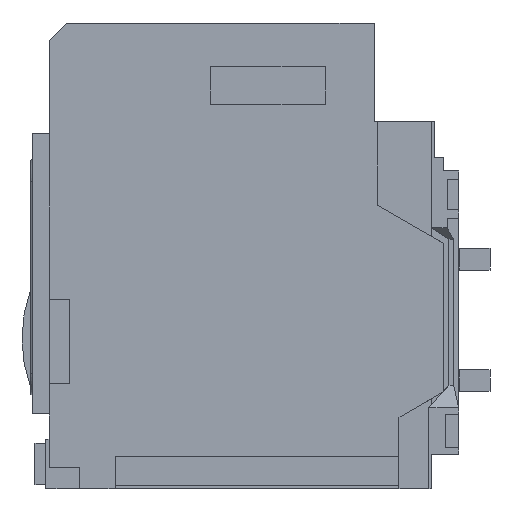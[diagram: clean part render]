
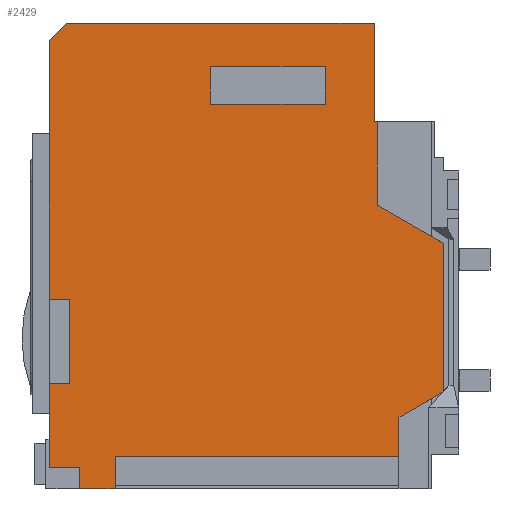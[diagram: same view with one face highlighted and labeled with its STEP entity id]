
A CAD part, left-side view. The second image highlights one B-rep face of the part: STEP entity #2429.
In plain terms, the highlighted planar face has unit normal (-1, 0, 0).
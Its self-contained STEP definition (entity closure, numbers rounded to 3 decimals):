
#2429=ADVANCED_FACE('',(#7448,#7450),#7452,.T.);
#7448=FACE_BOUND('',#7449,.T.);
#7449=EDGE_LOOP('',(#11608,#11609,#11610,#11611,#11612,#11613,#11614,#11615,#11616,
#11617,#11618,#11619,#11620,#11621,#11622,#11623,#11624,#11625,#11626,#11627));
#7450=FACE_BOUND('',#7451,.T.);
#7451=EDGE_LOOP('',(#11628,#11629,#11630,#11631));
#7452=PLANE('',#7453);
#7453=AXIS2_PLACEMENT_3D('',#7454,#7455,#7456);
#7454=CARTESIAN_POINT('',(-404.,0.,0.));
#7455=DIRECTION('',(-1.,0.,0.));
#7456=DIRECTION('',(0.,0.,1.));
#11608=ORIENTED_EDGE('',*,*,#14123,.F.);
#11609=ORIENTED_EDGE('',*,*,#14124,.T.);
#11610=ORIENTED_EDGE('',*,*,#14125,.F.);
#11611=ORIENTED_EDGE('',*,*,#14126,.T.);
#11612=ORIENTED_EDGE('',*,*,#14127,.F.);
#11613=ORIENTED_EDGE('',*,*,#14128,.F.);
#11614=ORIENTED_EDGE('',*,*,#14129,.F.);
#11615=ORIENTED_EDGE('',*,*,#14130,.F.);
#11616=ORIENTED_EDGE('',*,*,#13884,.F.);
#11617=ORIENTED_EDGE('',*,*,#13782,.F.);
#11618=ORIENTED_EDGE('',*,*,#14120,.F.);
#11619=ORIENTED_EDGE('',*,*,#14131,.T.);
#11620=ORIENTED_EDGE('',*,*,#14132,.T.);
#11621=ORIENTED_EDGE('',*,*,#14133,.F.);
#11622=ORIENTED_EDGE('',*,*,#14134,.F.);
#11623=ORIENTED_EDGE('',*,*,#14135,.F.);
#11624=ORIENTED_EDGE('',*,*,#14136,.T.);
#11625=ORIENTED_EDGE('',*,*,#14137,.T.);
#11626=ORIENTED_EDGE('',*,*,#14138,.T.);
#11627=ORIENTED_EDGE('',*,*,#13896,.T.);
#11628=ORIENTED_EDGE('',*,*,#14139,.T.);
#11629=ORIENTED_EDGE('',*,*,#14140,.T.);
#11630=ORIENTED_EDGE('',*,*,#14141,.T.);
#11631=ORIENTED_EDGE('',*,*,#14142,.T.);
#13782=EDGE_CURVE('',#15899,#15894,#15901,.T.);
#13884=EDGE_CURVE('',#15894,#16077,#16084,.T.);
#13896=EDGE_CURVE('',#16104,#16102,#16105,.T.);
#14120=EDGE_CURVE('',#16486,#15899,#16488,.T.);
#14123=EDGE_CURVE('',#16492,#16102,#16493,.T.);
#14124=EDGE_CURVE('',#16492,#16494,#16495,.T.);
#14125=EDGE_CURVE('',#16496,#16494,#16497,.T.);
#14126=EDGE_CURVE('',#16496,#16498,#16499,.T.);
#14127=EDGE_CURVE('',#16500,#16498,#16501,.T.);
#14128=EDGE_CURVE('',#16502,#16500,#16503,.T.);
#14129=EDGE_CURVE('',#16504,#16502,#16505,.T.);
#14130=EDGE_CURVE('',#16077,#16504,#16506,.T.);
#14131=EDGE_CURVE('',#16486,#16507,#16508,.T.);
#14132=EDGE_CURVE('',#16507,#16509,#16510,.T.);
#14133=EDGE_CURVE('',#16511,#16509,#16512,.T.);
#14134=EDGE_CURVE('',#16513,#16511,#16514,.T.);
#14135=EDGE_CURVE('',#16515,#16513,#16516,.T.);
#14136=EDGE_CURVE('',#16515,#16517,#16518,.T.);
#14137=EDGE_CURVE('',#16517,#16519,#16520,.T.);
#14138=EDGE_CURVE('',#16519,#16104,#16521,.T.);
#14139=EDGE_CURVE('',#16522,#16523,#16524,.T.);
#14140=EDGE_CURVE('',#16523,#16525,#16526,.T.);
#14141=EDGE_CURVE('',#16525,#16527,#16528,.T.);
#14142=EDGE_CURVE('',#16527,#16522,#16529,.T.);
#15894=VERTEX_POINT('',#19988);
#15899=VERTEX_POINT('',#19999);
#15901=LINE('',#20003,#20004);
#16077=VERTEX_POINT('',#20409);
#16084=LINE('',#20424,#20425);
#16102=VERTEX_POINT('',#20466);
#16104=VERTEX_POINT('',#20470);
#16105=LINE('',#20471,#20472);
#16486=VERTEX_POINT('',#21357);
#16488=LINE('',#21361,#21362);
#16492=VERTEX_POINT('',#21371);
#16493=LINE('',#21372,#21373);
#16494=VERTEX_POINT('',#21375);
#16495=LINE('',#21376,#21377);
#16496=VERTEX_POINT('',#21379);
#16497=LINE('',#21380,#21381);
#16498=VERTEX_POINT('',#21383);
#16499=LINE('',#21384,#21385);
#16500=VERTEX_POINT('',#21387);
#16501=LINE('',#21388,#21389);
#16502=VERTEX_POINT('',#21391);
#16503=LINE('',#21392,#21393);
#16504=VERTEX_POINT('',#21395);
#16505=LINE('',#21396,#21397);
#16506=LINE('',#21399,#21400);
#16507=VERTEX_POINT('',#21402);
#16508=LINE('',#21403,#21404);
#16509=VERTEX_POINT('',#21406);
#16510=LINE('',#21407,#21408);
#16511=VERTEX_POINT('',#21410);
#16512=LINE('',#21411,#21412);
#16513=VERTEX_POINT('',#21414);
#16514=LINE('',#21415,#21416);
#16515=VERTEX_POINT('',#21418);
#16516=LINE('',#21419,#21420);
#16517=VERTEX_POINT('',#21422);
#16518=LINE('',#21423,#21424);
#16519=VERTEX_POINT('',#21426);
#16520=LINE('',#21427,#21428);
#16521=LINE('',#21430,#21431);
#16522=VERTEX_POINT('',#21433);
#16523=VERTEX_POINT('',#21434);
#16524=LINE('',#21435,#21436);
#16525=VERTEX_POINT('',#21438);
#16526=LINE('',#21439,#21440);
#16527=VERTEX_POINT('',#21442);
#16528=LINE('',#21443,#21444);
#16529=LINE('',#21446,#21447);
#19988=CARTESIAN_POINT('',(-404.,-303.,338.89));
#19999=CARTESIAN_POINT('',(-404.,-303.,430.));
#20003=CARTESIAN_POINT('',(-404.,-303.,430.));
#20004=VECTOR('',#20005,1.);
#20005=DIRECTION('',(0.,0.,-1.));
#20409=CARTESIAN_POINT('',(-404.,-306.,338.89));
#20424=CARTESIAN_POINT('',(-404.,-303.,338.89));
#20425=VECTOR('',#20426,1.);
#20426=DIRECTION('',(0.,-1.,0.));
#20466=CARTESIAN_POINT('',(-404.,-64.,0.));
#20470=CARTESIAN_POINT('',(-404.,-31.,0.));
#20471=CARTESIAN_POINT('',(-404.,-31.,0.));
#20472=VECTOR('',#20473,1.);
#20473=DIRECTION('',(0.,-1.,0.));
#21357=CARTESIAN_POINT('',(-404.,-19.,430.));
#21361=CARTESIAN_POINT('',(-404.,-19.,430.));
#21362=VECTOR('',#21363,1.);
#21363=DIRECTION('',(0.,-1.,0.));
#21371=CARTESIAN_POINT('',(-404.,-64.,30.));
#21372=CARTESIAN_POINT('',(-404.,-64.,30.));
#21373=VECTOR('',#21374,1.);
#21374=DIRECTION('',(0.,0.,-1.));
#21375=CARTESIAN_POINT('',(-404.,-326.,30.));
#21376=CARTESIAN_POINT('',(-404.,-64.,30.));
#21377=VECTOR('',#21378,1.);
#21378=DIRECTION('',(0.,-1.,0.));
#21379=CARTESIAN_POINT('',(-404.,-326.,66.));
#21380=CARTESIAN_POINT('',(-404.,-326.,66.));
#21381=VECTOR('',#21382,1.);
#21382=DIRECTION('',(0.,0.,-1.));
#21383=CARTESIAN_POINT('',(-404.,-366.457,89.358));
#21384=CARTESIAN_POINT('',(-404.,-326.,66.));
#21385=VECTOR('',#21386,1.);
#21386=DIRECTION('',(0.,-0.866,0.5));
#21387=CARTESIAN_POINT('',(-404.,-367.,89.959));
#21388=CARTESIAN_POINT('',(-404.,-367.,89.959));
#21389=VECTOR('',#21390,1.);
#21390=DIRECTION('',(0.,0.67,-0.742));
#21391=CARTESIAN_POINT('',(-404.,-367.,226.671));
#21392=CARTESIAN_POINT('',(-404.,-367.,226.671));
#21393=VECTOR('',#21394,1.);
#21394=DIRECTION('',(0.,0.,-1.));
#21395=CARTESIAN_POINT('',(-404.,-306.,261.89));
#21396=CARTESIAN_POINT('',(-404.,-306.,261.89));
#21397=VECTOR('',#21398,1.);
#21398=DIRECTION('',(0.,-0.866,-0.5));
#21399=CARTESIAN_POINT('',(-404.,-306.,338.89));
#21400=VECTOR('',#21401,1.);
#21401=DIRECTION('',(0.,0.,-1.));
#21402=CARTESIAN_POINT('',(-404.,-3.,414.));
#21403=CARTESIAN_POINT('',(-404.,-19.,430.));
#21404=VECTOR('',#21405,1.);
#21405=DIRECTION('',(0.,0.707,-0.707));
#21406=CARTESIAN_POINT('',(-404.,-3.,175.));
#21407=CARTESIAN_POINT('',(-404.,-3.,414.));
#21408=VECTOR('',#21409,1.);
#21409=DIRECTION('',(0.,0.,-1.));
#21410=CARTESIAN_POINT('',(-404.,-22.,175.));
#21411=CARTESIAN_POINT('',(-404.,-22.,175.));
#21412=VECTOR('',#21413,1.);
#21413=DIRECTION('',(0.,1.,0.));
#21414=CARTESIAN_POINT('',(-404.,-22.,97.));
#21415=CARTESIAN_POINT('',(-404.,-22.,97.));
#21416=VECTOR('',#21417,1.);
#21417=DIRECTION('',(0.,0.,1.));
#21418=CARTESIAN_POINT('',(-404.,-3.,97.));
#21419=CARTESIAN_POINT('',(-404.,-3.,97.));
#21420=VECTOR('',#21421,1.);
#21421=DIRECTION('',(0.,-1.,0.));
#21422=CARTESIAN_POINT('',(-404.,-3.,20.));
#21423=CARTESIAN_POINT('',(-404.,-3.,97.));
#21424=VECTOR('',#21425,1.);
#21425=DIRECTION('',(0.,0.,-1.));
#21426=CARTESIAN_POINT('',(-404.,-31.,20.));
#21427=CARTESIAN_POINT('',(-404.,-3.,20.));
#21428=VECTOR('',#21429,1.);
#21429=DIRECTION('',(0.,-1.,0.));
#21430=CARTESIAN_POINT('',(-404.,-31.,20.));
#21431=VECTOR('',#21432,1.);
#21432=DIRECTION('',(0.,0.,-1.));
#21433=CARTESIAN_POINT('',(-404.,-258.,355.));
#21434=CARTESIAN_POINT('',(-404.,-152.,355.));
#21435=CARTESIAN_POINT('',(-404.,-258.,355.));
#21436=VECTOR('',#21437,1.);
#21437=DIRECTION('',(0.,1.,0.));
#21438=CARTESIAN_POINT('',(-404.,-152.,390.));
#21439=CARTESIAN_POINT('',(-404.,-152.,355.));
#21440=VECTOR('',#21441,1.);
#21441=DIRECTION('',(0.,0.,1.));
#21442=CARTESIAN_POINT('',(-404.,-258.,390.));
#21443=CARTESIAN_POINT('',(-404.,-152.,390.));
#21444=VECTOR('',#21445,1.);
#21445=DIRECTION('',(0.,-1.,0.));
#21446=CARTESIAN_POINT('',(-404.,-258.,390.));
#21447=VECTOR('',#21448,1.);
#21448=DIRECTION('',(0.,0.,-1.));
